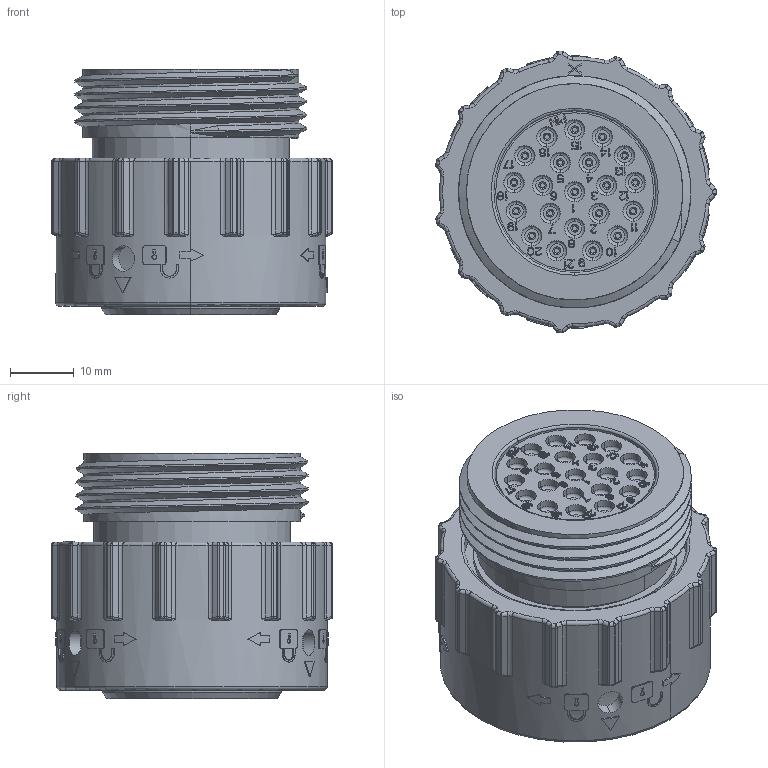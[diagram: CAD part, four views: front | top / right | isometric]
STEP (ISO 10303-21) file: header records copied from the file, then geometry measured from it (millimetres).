
FILE_DESCRIPTION((''),'2;1');
FILE_NAME('C-AHDP06-18-21PN-WTA_3D','2018-07-07T',('Jony.xie'),(''),'PRO/ENGINEER BY PARAMETRIC TECHNOLOGY CORPORATION, 2013230','PRO/ENGINEER BY PARAMETRIC TECHNOLOGY CORPORATION, 2013230','');
FILE_SCHEMA(('CONFIG_CONTROL_DESIGN'));
Products named in the file (1): C-AHDP06-18-21PN-WTA_3D
Bounding box: 43.99 x 44.22 x 38.5 mm (x, y, z)
Volume: 37363.2 mm3; surface area: 13862.6 mm2
Topology: 1 solids, 1 shells, 2899 faces, 7921 edges, 5211 vertices
Faces by surface type: plane 2206, cylinder 283, torus 197, bspline 118, cone 63, sphere 30, extrusion 2
Entity records: 98892 total; most frequent: CARTESIAN_POINT 25565, ORIENTED_EDGE 15782, DIRECTION 14248, EDGE_CURVE 7891, VECTOR 6324, LINE 6322, VERTEX_POINT 5211, AXIS2_PLACEMENT_3D 3962
